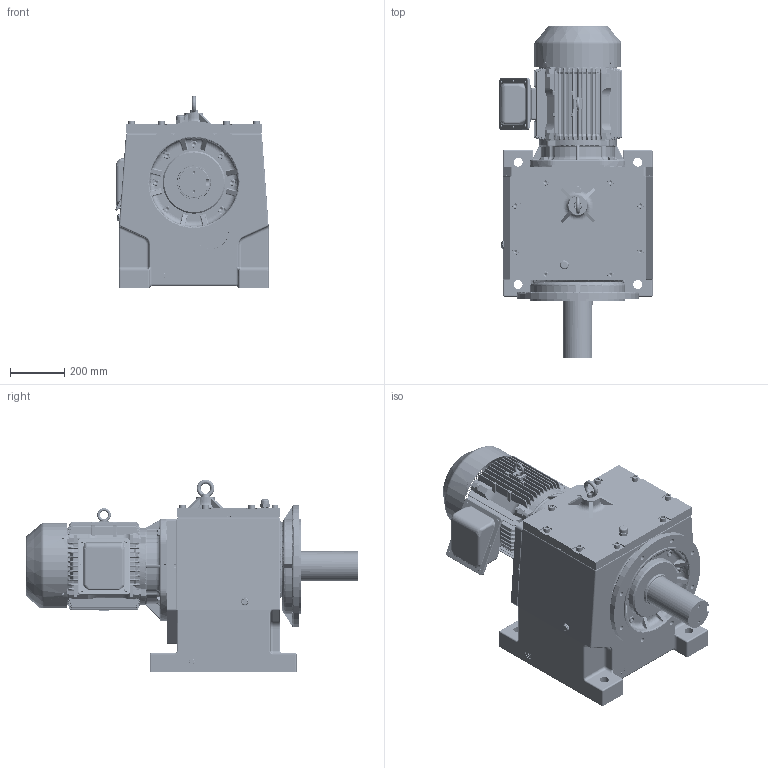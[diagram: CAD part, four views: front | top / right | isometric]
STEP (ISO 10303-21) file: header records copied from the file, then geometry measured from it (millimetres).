
FILE_DESCRIPTION(/* description */ ('Unknown'),/* implementation_level */ '2;1');
FILE_NAME(/* name */ 'EK2DO07280H001_HFM39_160L_CUSTOMER',/* time_stamp */ '2020-01-17T11:25:35+09:00',/* author */ ('Unknown'),/* organization */ ('Unknown'),/* preprocessor_version */ 'ST-DEVELOPER v16.7',/* originating_system */ 'DEX',/* authorisation */ $);
FILE_SCHEMA (('AUTOMOTIVE_DESIGN {1 0 10303 214 3 1 1}'));
Products named in the file (1): だお1
Bounding box: 564.14 x 1221.2 x 708.88 mm (x, y, z)
Volume: 169117405.5 mm3; surface area: 4027683.1 mm2
Topology: 2 solids, 89 shells, 7419 faces, 19552 edges, 12289 vertices
Faces by surface type: cylinder 2962, plane 2566, bspline 1195, torus 339, cone 311, sphere 46
Full cylindrical faces by diameter (mm): 2.6 x4, 2.7 x4, 3 x1, 6 x16, 7 x6, 8 x6, 8.376 x12, 9 x1, 9.4 x1, 10.106 x3, 10.917 x4, 11 x4, 12 x8, 13.033 x1, 13.835 x149, 14.376 x21, 16 x177, 18 x34, 19.5 x6, 20 x2, 20.376 x43, 23 x1, 24 x21, 25 x1, 26 x14, 27 x1, 27.835 x15, 28 x1, 31.4 x1, 32 x9
Entity records: 311703 total; most frequent: CARTESIAN_POINT 112003, ORIENTED_EDGE 35292, DIRECTION 33649, EDGE_CURVE 17646, AXIS2_PLACEMENT_3D 12648, VERTEX_POINT 11340, FACE_BOUND 8356, LINE 8353
